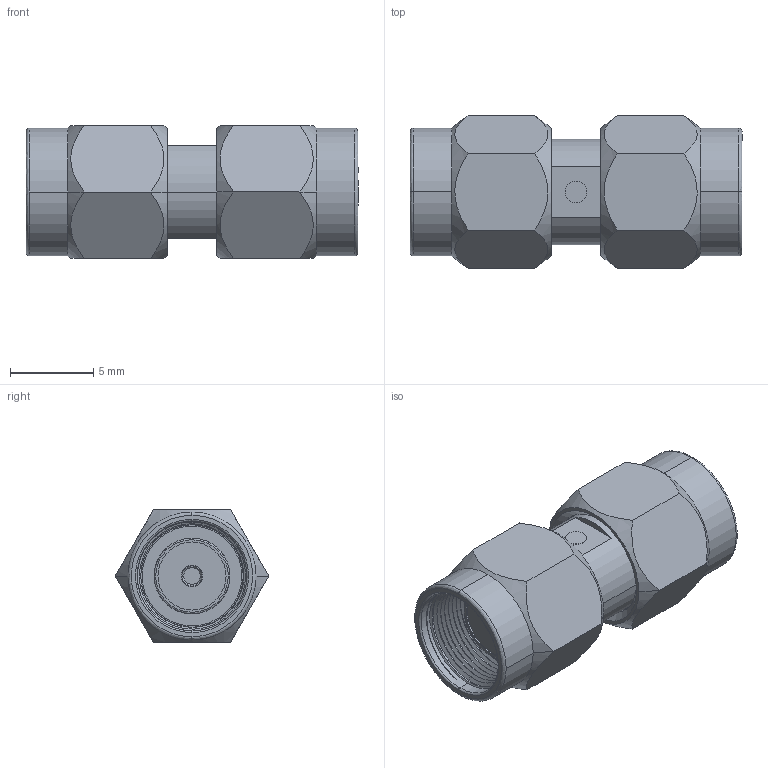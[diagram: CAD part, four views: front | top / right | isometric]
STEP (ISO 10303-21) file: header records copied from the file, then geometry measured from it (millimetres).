
FILE_DESCRIPTION (( 'STEP AP203' ), '1' );
FILE_NAME ('LCAD91330_3D.STEP', '2022-08-22T22:41:32', ( '' ), ( '' ), 'SwSTEP 2.0', 'SolidWorks 2021', '' );
FILE_SCHEMA (( 'CONFIG_CONTROL_DESIGN' ));
Length unit declared in the file: inch
Products named in the file (8): Copy of SMAMIFENGQUAN_2^LCAD91330; Copy of SMA-KAHUAN_2^LCAD91330; Copy of SMA-BUXIUGANGLUTOAO_2^LCAD91330; Copy of HUANYANGSHUZHI_2^LCAD91330; Copy of RP-SMA-50JJ-CHAKONG_2^LCAD91330; Copy of RP-SMA50JJ-WAIKE_2^LCAD91330; Copy of RP-SMA-50JJ-JUEYUANZI_2^LCAD91330; LCAD91330_3D
Assembly tree (11 placements, depth 2):
  LCAD91330_3D
    Copy of RP-SMA50JJ-WAIKE_2^LCAD91330
    Copy of RP-SMA-50JJ-JUEYUANZI_2^LCAD91330
    Copy of RP-SMA-50JJ-CHAKONG_2^LCAD91330
    Copy of SMAMIFENGQUAN_2^LCAD91330  x2
    Copy of SMA-KAHUAN_2^LCAD91330  x2
    Copy of SMA-BUXIUGANGLUTOAO_2^LCAD91330  x2
    Copy of HUANYANGSHUZHI_2^LCAD91330  x2
Bounding box: 19.98 x 9.23 x 8 mm (x, y, z)
Volume: 692.8 mm3; surface area: 2104.7 mm2
Topology: 11 solids, 11 shells, 301 faces, 758 edges, 491 vertices
Faces by surface type: cylinder 161, plane 92, bspline 28, cone 20
Entity records: 10013 total; most frequent: CARTESIAN_POINT 4517, ORIENTED_EDGE 974, DIRECTION 906, EDGE_CURVE 487, AXIS2_PLACEMENT_3D 357, VERTEX_POINT 316, EDGE_LOOP 219, FACE_OUTER_BOUND 194
